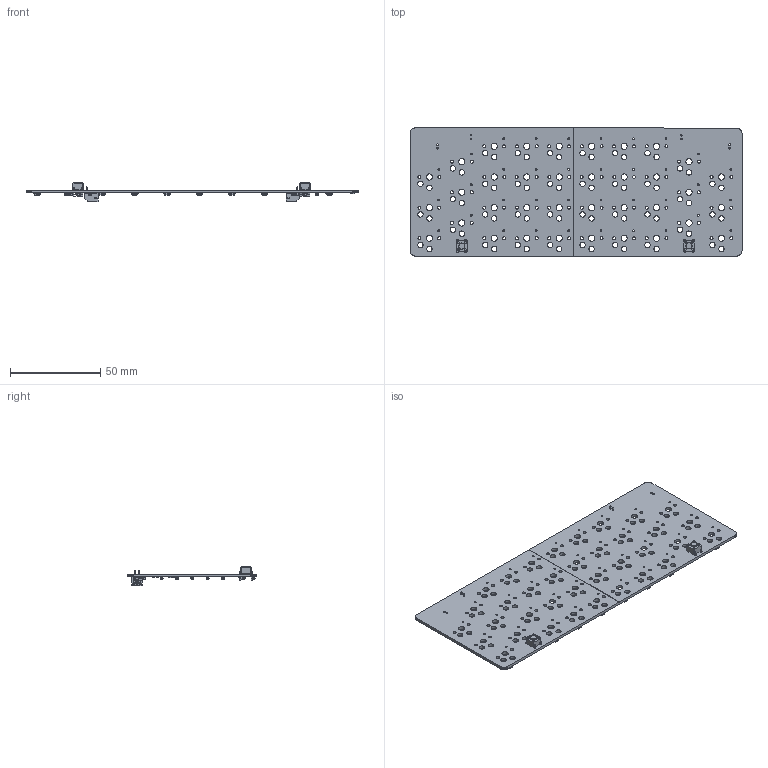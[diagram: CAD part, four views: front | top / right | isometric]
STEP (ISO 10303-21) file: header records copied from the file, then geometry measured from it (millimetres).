
FILE_DESCRIPTION(('KiCad electronic assembly'),'2;1');
FILE_NAME('PCB_Model.STEP','2024-08-27T11:05:08',('Pcbnew'),('Kicad'), 'Open CASCADE STEP processor 7.6','KiCad to STEP converter','Unknown' );
FILE_SCHEMA(('AUTOMOTIVE_DESIGN { 1 0 10303 214 1 1 1 1 }'));
Length unit declared in the file: millimetre
Products named in the file (14): PCB_Model 1; SW_PUSH_6mm; SOLID; D_SOD-123; JST_PH_S2B-PH-K_1x02_P2.00mm_Horizontal; CP_EIA-3216-18_Kemet-A; C_0805_2012Metric; R_0805_2012Metric; PCB PCB
Assembly tree (59 placements, depth 3):
  PCB_Model 1
    SW_PUSH_6mm  x2
      SOLID
    D_SOD-123  x38
      SOLID
    JST_PH_S2B-PH-K_1x02_P2.00mm_Horizontal  x2
      SOLID
    CP_EIA-3216-18_Kemet-A  x2
      SOLID
    C_0805_2012Metric  x4
      SOLID
    R_0805_2012Metric  x4
      SOLID
    PCB PCB
Bounding box: 184.15 x 71.15 x 10.85 mm (x, y, z)
Volume: 19929 mm3; surface area: 29615.4 mm2
Topology: 53 solids, 53 shells, 3582 faces, 8798 edges, 5382 vertices
Faces by surface type: plane 1854, bspline 1006, cylinder 720, torus 2
Full cylindrical faces by diameter (mm): 0.75 x4, 0.991 x36, 1 x12, 1.1 x8, 1.702 x72, 3 x72, 3.429 x36, 3.5 x2
Entity records: 54965 total; most frequent: CARTESIAN_POINT 13857, DIRECTION 7052, LINE 4317, VECTOR 4317, ORIENTED_EDGE 3790, PCURVE 3790, DEFINITIONAL_REPRESENTATION 3790, EDGE_CURVE 1895
